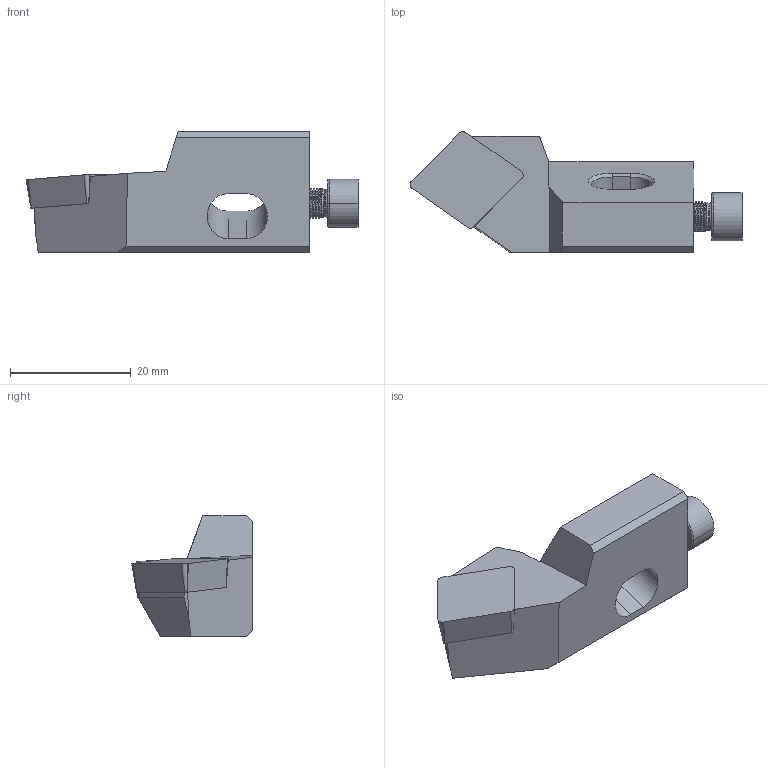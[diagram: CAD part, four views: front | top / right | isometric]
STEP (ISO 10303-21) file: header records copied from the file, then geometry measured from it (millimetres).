
FILE_DESCRIPTION (( 'STEP AP214' ), '1' );
FILE_NAME ('SCSCL-12CA-12-LIGHT.STP', '2023-11-08T11:39:12', ( '' ), ( '' ), 'SwSTEP 2.0', 'SolidWorks 2018', '' );
FILE_SCHEMA (( 'AUTOMOTIVE_DESIGN' ));
Length unit declared in the file: millimetre
Products named in the file (1): SCSCL-12CA-12-LIGHT
Bounding box: 55 x 20 x 20 mm (x, y, z)
Volume: 8741.2 mm3; surface area: 3983.3 mm2
Topology: 2 solids, 2 shells, 69 faces, 179 edges, 116 vertices
Faces by surface type: plane 34, cone 14, cylinder 13, torus 6, bspline 2
Entity records: 4065 total; most frequent: CARTESIAN_POINT 1637, ORIENTED_EDGE 358, DIRECTION 323, EDGE_CURVE 179, VERTEX_POINT 116, AXIS2_PLACEMENT_3D 109, VECTOR 105, LINE 105
